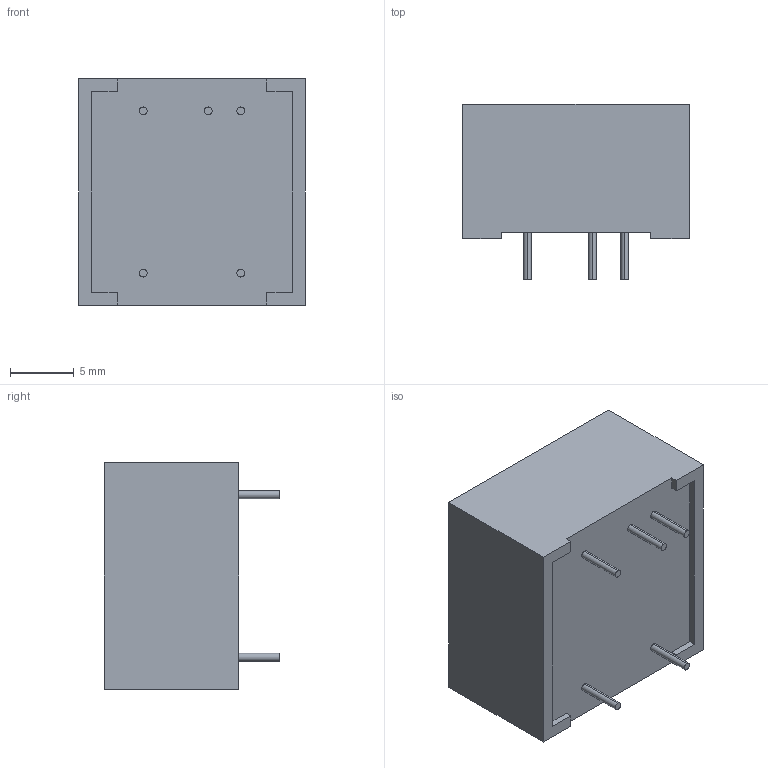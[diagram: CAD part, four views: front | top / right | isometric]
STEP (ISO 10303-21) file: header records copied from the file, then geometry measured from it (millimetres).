
FILE_DESCRIPTION (( 'STEP AP214' ), '1' );
FILE_NAME ('LM-LP-1002L.STEP', '2020-09-18T13:01:19', ( '' ), ( '' ), 'SwSTEP 2.0', 'SolidWorks 2018', '' );
FILE_SCHEMA (( 'AUTOMOTIVE_DESIGN' ));
Length unit declared in the file: millimetre
Products named in the file (1): LM-LP-1002L
Bounding box: 17.7 x 13.71 x 17.7 mm (x, y, z)
Volume: 3159.9 mm3; surface area: 1415.5 mm2
Topology: 1 solids, 1 shells, 240 faces, 624 edges, 416 vertices
Faces by surface type: plane 178, bspline 50, cylinder 12
Entity records: 12019 total; most frequent: CARTESIAN_POINT 4039, ORIENTED_EDGE 1248, DIRECTION 930, EDGE_CURVE 624, VECTOR 500, LINE 500, VERTEX_POINT 416, EDGE_LOOP 270
